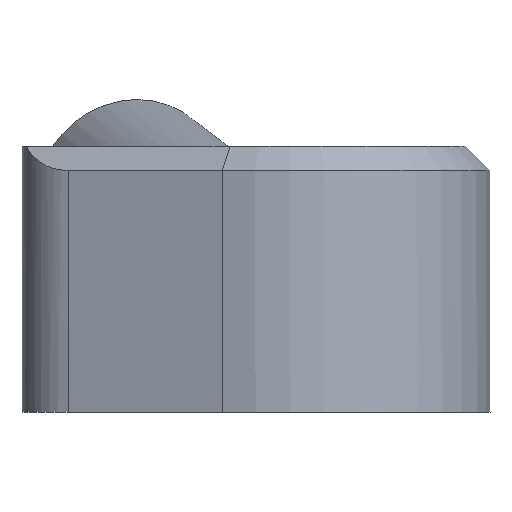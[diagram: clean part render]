
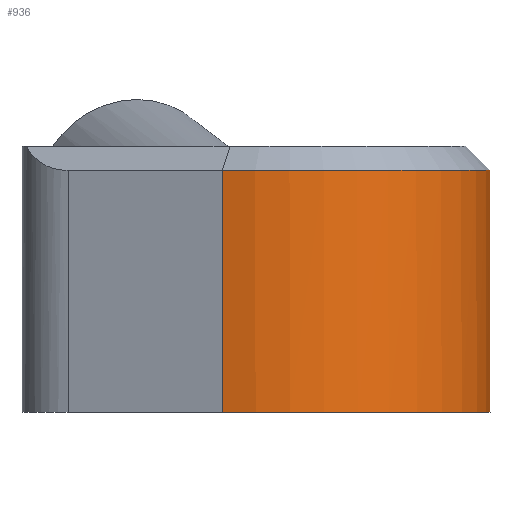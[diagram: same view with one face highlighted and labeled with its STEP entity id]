
A CAD part, left-side view. The second image highlights one B-rep face of the part: STEP entity #936.
In plain terms, the highlighted cylindrical face has radius 25 mm (diameter 50 mm), a partial arc.
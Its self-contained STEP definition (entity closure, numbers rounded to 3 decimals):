
#23=B_SPLINE_CURVE_WITH_KNOTS('',3,(#1618,#1619,#1620,#1621,#1622,#1623,
#1624),.UNSPECIFIED.,.F.,.F.,(4,1,1,1,4),(-15.366,-14.285,
-13.205,-12.664,-11.673),.UNSPECIFIED.);
#56=CYLINDRICAL_SURFACE('',#1016,25.);
#93=CIRCLE('',#1017,25.);
#94=CIRCLE('',#1018,25.);
#140=FACE_OUTER_BOUND('',#200,.T.);
#200=EDGE_LOOP('',(#762,#763,#764,#765));
#279=LINE('',#1869,#356);
#356=VECTOR('',#1204,10.);
#425=VERTEX_POINT('',#1592);
#428=VERTEX_POINT('',#1607);
#446=VERTEX_POINT('',#1866);
#447=VERTEX_POINT('',#1868);
#535=EDGE_CURVE('',#425,#428,#23,.T.);
#563=EDGE_CURVE('',#428,#446,#93,.T.);
#564=EDGE_CURVE('',#447,#446,#279,.T.);
#565=EDGE_CURVE('',#447,#425,#94,.T.);
#762=ORIENTED_EDGE('',*,*,#535,.T.);
#763=ORIENTED_EDGE('',*,*,#563,.T.);
#764=ORIENTED_EDGE('',*,*,#564,.F.);
#765=ORIENTED_EDGE('',*,*,#565,.T.);
#936=ADVANCED_FACE('',(#140),#56,.T.);
#1016=AXIS2_PLACEMENT_3D('',#1865,#1200,#1201);
#1017=AXIS2_PLACEMENT_3D('',#1867,#1202,#1203);
#1018=AXIS2_PLACEMENT_3D('',#1870,#1205,#1206);
#1200=DIRECTION('center_axis',(0.,0.,-1.));
#1201=DIRECTION('ref_axis',(-0.106,-0.994,0.));
#1202=DIRECTION('center_axis',(0.,0.,-1.));
#1203=DIRECTION('ref_axis',(-1.,0.,0.));
#1204=DIRECTION('',(0.,0.,1.));
#1205=DIRECTION('center_axis',(0.,0.,1.));
#1206=DIRECTION('ref_axis',(-1.,0.,0.));
#1592=CARTESIAN_POINT('',(-121.183,3.019,-1.5));
#1607=CARTESIAN_POINT('',(-121.74,-6.037,28.5));
#1618=CARTESIAN_POINT('Ctrl Pts',(-121.183,3.019,-1.5));
#1619=CARTESIAN_POINT('Ctrl Pts',(-120.902,0.712,-0.167));
#1620=CARTESIAN_POINT('Ctrl Pts',(-121.066,-3.6,3.83));
#1621=CARTESIAN_POINT('Ctrl Pts',(-121.968,-6.931,11.676));
#1622=CARTESIAN_POINT('Ctrl Pts',(-122.239,-7.765,20.409));
#1623=CARTESIAN_POINT('Ctrl Pts',(-121.965,-6.948,25.481));
#1624=CARTESIAN_POINT('Ctrl Pts',(-121.74,-6.037,28.5));
#1865=CARTESIAN_POINT('Origin',(-146.,0.,0.));
#1866=CARTESIAN_POINT('',(-169.615,8.205,28.5));
#1867=CARTESIAN_POINT('Origin',(-146.,0.,28.5));
#1868=CARTESIAN_POINT('',(-169.615,8.205,-1.5));
#1869=CARTESIAN_POINT('',(-169.615,8.205,0.));
#1870=CARTESIAN_POINT('Origin',(-146.,0.,-1.5));
